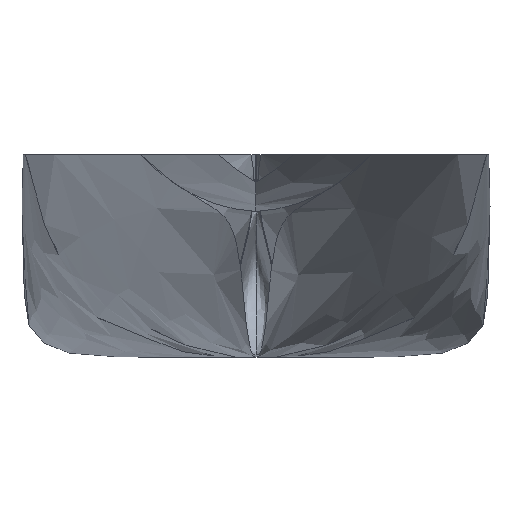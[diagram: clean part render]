
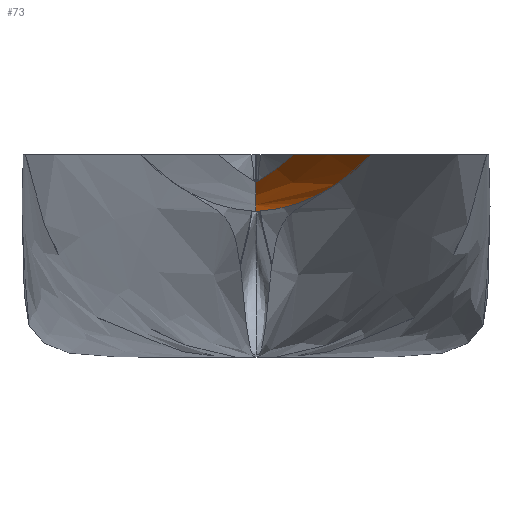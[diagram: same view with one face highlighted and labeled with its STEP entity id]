
A CAD part, left-side view. The second image highlights one B-rep face of the part: STEP entity #73.
In plain terms, the highlighted free-form (B-spline) face has degree [2, 2] with [3, 3] control points.
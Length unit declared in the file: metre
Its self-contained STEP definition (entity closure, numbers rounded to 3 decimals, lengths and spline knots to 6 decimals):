
#73=ADVANCED_FACE('',(#79),#163,.T.);
#79=FACE_OUTER_BOUND('',#85,.T.);
#85=EDGE_LOOP('',(#91,#92,#93,#94));
#91=ORIENTED_EDGE('',*,*,#115,.T.);
#92=ORIENTED_EDGE('',*,*,#116,.T.);
#93=ORIENTED_EDGE('',*,*,#117,.T.);
#94=ORIENTED_EDGE('',*,*,#118,.T.);
#115=EDGE_CURVE('',#139,#140,#169,.T.);
#116=EDGE_CURVE('',#140,#141,#170,.T.);
#117=EDGE_CURVE('',#141,#142,#171,.T.);
#118=EDGE_CURVE('',#142,#139,#172,.T.);
#139=VERTEX_POINT('',#237);
#140=VERTEX_POINT('',#238);
#141=VERTEX_POINT('',#239);
#142=VERTEX_POINT('',#240);
#163=(
BOUNDED_SURFACE()
B_SPLINE_SURFACE(2,2,((#228,#229,#230),(#231,#232,#233),(#234,#235,#236)),
.UNSPECIFIED.,.F.,.F.,.F.)
B_SPLINE_SURFACE_WITH_KNOTS((3,3),(3,3),(0.,12.772405),(0.,7.505043),
.UNSPECIFIED.)
GEOMETRIC_REPRESENTATION_ITEM()
RATIONAL_B_SPLINE_SURFACE(((1.,1.,1.),(1.,1.,1.),(1.,1.,1.)))
REPRESENTATION_ITEM('')
SURFACE()
);
#169=(
BOUNDED_CURVE()
B_SPLINE_CURVE(2,(#216,#217,#218),.UNSPECIFIED.,.F.,.F.)
B_SPLINE_CURVE_WITH_KNOTS((3,3),(0.,12.772405),.UNSPECIFIED.)
CURVE()
GEOMETRIC_REPRESENTATION_ITEM()
RATIONAL_B_SPLINE_CURVE((1.,1.,1.))
REPRESENTATION_ITEM('')
);
#170=(
BOUNDED_CURVE()
B_SPLINE_CURVE(2,(#219,#220,#221),.UNSPECIFIED.,.F.,.F.)
B_SPLINE_CURVE_WITH_KNOTS((3,3),(0.,7.505043),.UNSPECIFIED.)
CURVE()
GEOMETRIC_REPRESENTATION_ITEM()
RATIONAL_B_SPLINE_CURVE((1.,1.,1.))
REPRESENTATION_ITEM('')
);
#171=(
BOUNDED_CURVE()
B_SPLINE_CURVE(2,(#222,#223,#224),.UNSPECIFIED.,.F.,.F.)
B_SPLINE_CURVE_WITH_KNOTS((3,3),(-12.772405,0.),.UNSPECIFIED.)
CURVE()
GEOMETRIC_REPRESENTATION_ITEM()
RATIONAL_B_SPLINE_CURVE((1.,1.,1.))
REPRESENTATION_ITEM('')
);
#172=(
BOUNDED_CURVE()
B_SPLINE_CURVE(2,(#225,#226,#227),.UNSPECIFIED.,.F.,.F.)
B_SPLINE_CURVE_WITH_KNOTS((3,3),(-7.505043,0.),.UNSPECIFIED.)
CURVE()
GEOMETRIC_REPRESENTATION_ITEM()
RATIONAL_B_SPLINE_CURVE((1.,1.,1.))
REPRESENTATION_ITEM('')
);
#216=CARTESIAN_POINT('',(0.,0.,9.5));
#217=CARTESIAN_POINT('',(3.25,0.,8.318661));
#218=CARTESIAN_POINT('',(12.,0.,7.914168));
#219=CARTESIAN_POINT('',(12.,0.,7.914168));
#220=CARTESIAN_POINT('',(12.,-3.458118,8.096174));
#221=CARTESIAN_POINT('',(12.,-6.27,11.));
#222=CARTESIAN_POINT('',(12.,-6.27,11.));
#223=CARTESIAN_POINT('',(3.25,-3.719258,11.));
#224=CARTESIAN_POINT('',(0.,-2.04,11.));
#225=CARTESIAN_POINT('',(0.,-2.04,11.));
#226=CARTESIAN_POINT('',(0.,-1.186997,10.209029));
#227=CARTESIAN_POINT('',(0.,0.,9.5));
#228=CARTESIAN_POINT('',(0.,0.,9.5));
#229=CARTESIAN_POINT('',(0.,-1.186997,10.209029));
#230=CARTESIAN_POINT('',(0.,-2.04,11.));
#231=CARTESIAN_POINT('',(3.25,0.,8.318661));
#232=CARTESIAN_POINT('',(3.25,-1.733016,9.267344));
#233=CARTESIAN_POINT('',(3.25,-3.719258,11.));
#234=CARTESIAN_POINT('',(12.,0.,7.914168));
#235=CARTESIAN_POINT('',(12.,-3.458118,8.096174));
#236=CARTESIAN_POINT('',(12.,-6.27,11.));
#237=CARTESIAN_POINT('',(0.,0.,9.5));
#238=CARTESIAN_POINT('',(12.,0.,7.914168));
#239=CARTESIAN_POINT('',(12.,-6.27,11.));
#240=CARTESIAN_POINT('',(0.,-2.04,11.));
